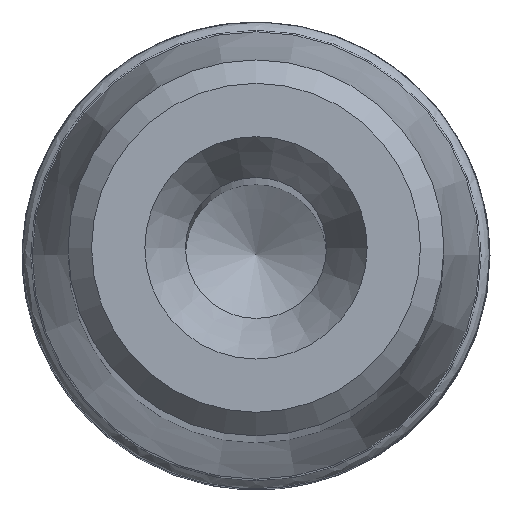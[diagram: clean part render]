
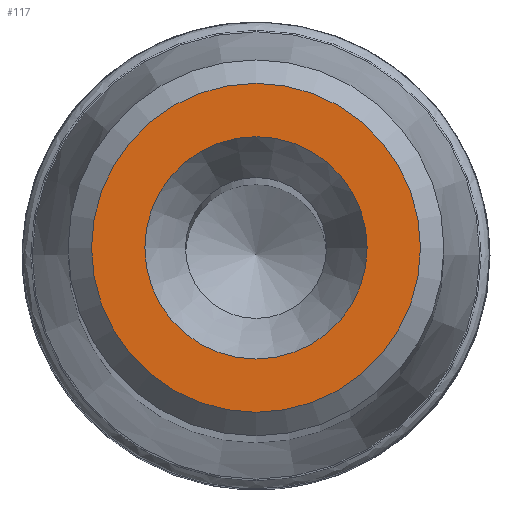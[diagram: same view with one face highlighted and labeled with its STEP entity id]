
A CAD part, top view. The second image highlights one B-rep face of the part: STEP entity #117.
In plain terms, the highlighted planar face has unit normal (0, 0, 1).
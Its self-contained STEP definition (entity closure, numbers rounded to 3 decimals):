
#41=PLANE('',#647);
#117=ADVANCED_FACE('',(#257,#258),#41,.F.);
#257=FACE_BOUND('',#348,.T.);
#258=FACE_BOUND('',#349,.T.);
#348=EDGE_LOOP('',(#438));
#349=EDGE_LOOP('',(#439));
#438=ORIENTED_EDGE('',*,*,#550,.T.);
#439=ORIENTED_EDGE('',*,*,#551,.T.);
#504=VERTEX_POINT('',#1168);
#505=VERTEX_POINT('',#1170);
#550=EDGE_CURVE('',#504,#504,#591,.T.);
#551=EDGE_CURVE('',#505,#505,#592,.T.);
#591=CIRCLE('',#645,3.5);
#592=CIRCLE('',#646,2.366);
#645=AXIS2_PLACEMENT_3D('',#1167,#783,#784);
#646=AXIS2_PLACEMENT_3D('',#1169,#785,#786);
#647=AXIS2_PLACEMENT_3D('',#1171,#787,#788);
#783=DIRECTION('',(0.,0.,1.));
#784=DIRECTION('',(-1.,0.,0.));
#785=DIRECTION('',(0.,0.,-1.));
#786=DIRECTION('',(-1.,0.,0.));
#787=DIRECTION('',(0.,0.,-1.));
#788=DIRECTION('',(-1.,0.,0.));
#1167=CARTESIAN_POINT('',(0.,0.,84.));
#1168=CARTESIAN_POINT('',(-3.5,0.,84.));
#1169=CARTESIAN_POINT('',(0.,0.,84.));
#1170=CARTESIAN_POINT('',(-2.366,0.,84.));
#1171=CARTESIAN_POINT('',(4.,0.,84.));
